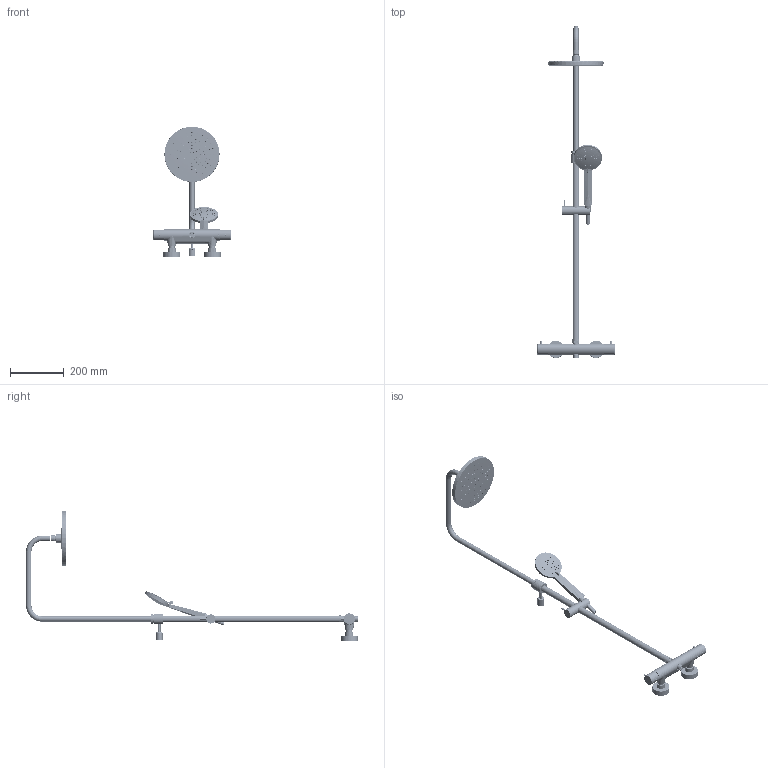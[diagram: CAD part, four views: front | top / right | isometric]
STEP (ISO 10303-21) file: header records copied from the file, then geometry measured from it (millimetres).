
FILE_DESCRIPTION((''),'2;1');
FILE_NAME('ZCOL663LIQCRAG-BRIO','2023-07-04T15:41:01',('simone.bertoli'),('PAFFONI SpA'),'CREO PARAMETRIC BY PTC INC, 2022124','CREO PARAMETRIC BY PTC INC, 2022124','');
FILE_SCHEMA(('CONFIG_CONTROL_DESIGN','SHAPE_APPEARANCE_LAYERS_GROUPS'));
Products named in the file (1): ZCOL663LIQCRAG-BRIO
Bounding box: 287.73 x 1235.1 x 485.17 mm (x, y, z)
Volume: 949001.8 mm3; surface area: 678841.1 mm2
Topology: 10 solids, 10 shells, 4846 faces, 11221 edges, 6981 vertices
Faces by surface type: torus 1202, cone 1085, cylinder 962, plane 860, bspline 424, sphere 262, extrusion 51
Entity records: 324540 total; most frequent: CARTESIAN_POINT 180950, DIRECTION 23248, ORIENTED_EDGE 22386, EDGE_CURVE 11193, AXIS2_PLACEMENT_3D 10202, VERTEX_POINT 6981, CIRCLE 5831, EDGE_LOOP 5780
